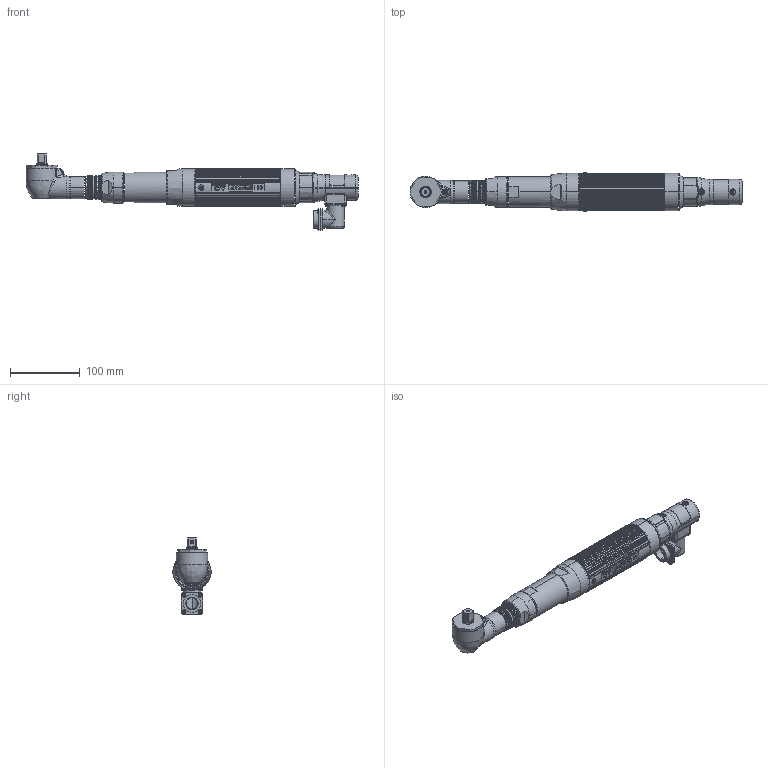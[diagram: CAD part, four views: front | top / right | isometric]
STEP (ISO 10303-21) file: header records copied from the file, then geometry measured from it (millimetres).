
FILE_DESCRIPTION((''),'2;1');
FILE_NAME('EB44MA22A-120','2012-08-13T',('EJF1116'),(''),'PRO/ENGINEER BY PARAMETRIC TECHNOLOGY CORPORATION, 2010430','PRO/ENGINEER BY PARAMETRIC TECHNOLOGY CORPORATION, 2010430','');
FILE_SCHEMA(('CONFIG_CONTROL_DESIGN'));
Length unit declared in the file: inch
Products named in the file (1): EB44MA22A-120
Bounding box: 475.12 x 55.09 x 109.79 mm (x, y, z)
Surface area: 139039.1 mm2 (no closed solid volume)
Topology: 0 solids, 167 shells, 732 faces, 4274 edges, 3514 vertices
Faces by surface type: cylinder 375, plane 231, bspline 47, torus 42, cone 35, extrusion 2
Entity records: 50065 total; most frequent: CARTESIAN_POINT 20252, DIRECTION 5504, ORIENTED_EDGE 5329, EDGE_CURVE 4274, VERTEX_POINT 3514, VECTOR 1888, LINE 1886, AXIS2_PLACEMENT_3D 1808
